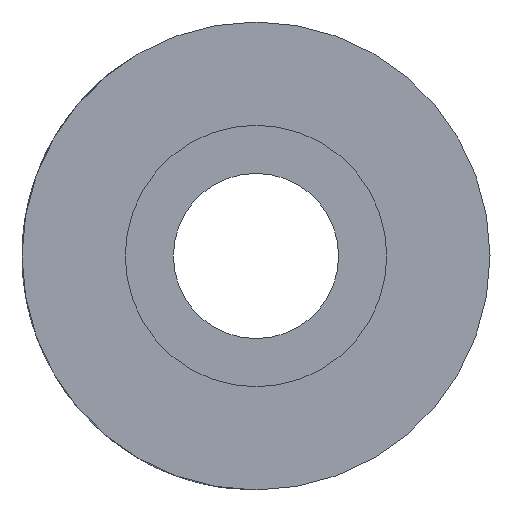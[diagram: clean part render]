
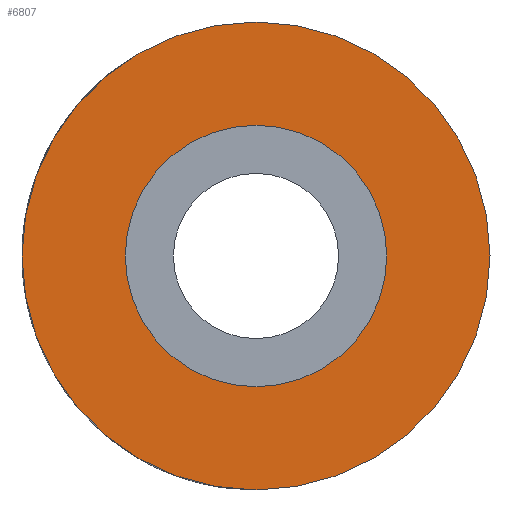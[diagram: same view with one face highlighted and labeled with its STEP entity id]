
A CAD part, left-side view. The second image highlights one B-rep face of the part: STEP entity #6807.
In plain terms, the highlighted planar face has unit normal (-1, 0, 0).
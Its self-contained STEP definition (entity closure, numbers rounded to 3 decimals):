
#85 = ORIENTED_EDGE ( 'NONE', *, *, #6007, .T. ) ;
#772 = CARTESIAN_POINT ( 'NONE',  ( 0., 0., 0. ) ) ;
#836 = EDGE_CURVE ( 'NONE', #6867, #3485, #5526, .T. ) ;
#877 = CARTESIAN_POINT ( 'NONE',  ( 0., 0., 4.75 ) ) ;
#1000 = AXIS2_PLACEMENT_3D ( 'NONE', #1404, #1911, #2545 ) ;
#1012 = VERTEX_POINT ( 'NONE', #6899 ) ;
#1404 = CARTESIAN_POINT ( 'NONE',  ( 0., 0., 0. ) ) ;
#1785 = CARTESIAN_POINT ( 'NONE',  ( 0., 0., 0. ) ) ;
#1801 = AXIS2_PLACEMENT_3D ( 'NONE', #1785, #8031, #2419 ) ;
#1911 = DIRECTION ( 'NONE',  ( 1., 0., 0. ) ) ;
#1925 = DIRECTION ( 'NONE',  ( -1., 0., 0. ) ) ;
#1944 = EDGE_LOOP ( 'NONE', ( #85, #6592 ) ) ;
#2419 = DIRECTION ( 'NONE',  ( 0., 0., 1. ) ) ;
#2467 = AXIS2_PLACEMENT_3D ( 'NONE', #3780, #1925, #3691 ) ;
#2545 = DIRECTION ( 'NONE',  ( 0., 0., -1. ) ) ;
#2879 = ORIENTED_EDGE ( 'NONE', *, *, #7948, .F. ) ;
#3336 = DIRECTION ( 'NONE',  ( -1., 0., 0. ) ) ;
#3485 = VERTEX_POINT ( 'NONE', #877 ) ;
#3691 = DIRECTION ( 'NONE',  ( 0., 0., 1. ) ) ;
#3780 = CARTESIAN_POINT ( 'NONE',  ( 0., 0., 0. ) ) ;
#4010 = DIRECTION ( 'NONE',  ( 0., 0., 1. ) ) ;
#4152 = VERTEX_POINT ( 'NONE', #6037 ) ;
#4624 = AXIS2_PLACEMENT_3D ( 'NONE', #7396, #7279, #7995 ) ;
#4638 = CARTESIAN_POINT ( 'NONE',  ( 0., 0., -4.75 ) ) ;
#4751 = CIRCLE ( 'NONE', #5822, 8.5 ) ;
#5085 = EDGE_CURVE ( 'NONE', #4152, #1012, #5960, .T. ) ;
#5526 = CIRCLE ( 'NONE', #2467, 4.75 ) ;
#5812 = FACE_BOUND ( 'NONE', #7788, .T. ) ;
#5822 = AXIS2_PLACEMENT_3D ( 'NONE', #772, #3336, #4010 ) ;
#5960 = CIRCLE ( 'NONE', #1801, 8.5 ) ;
#6007 = EDGE_CURVE ( 'NONE', #1012, #4152, #4751, .T. ) ;
#6037 = CARTESIAN_POINT ( 'NONE',  ( 0., 0., -8.5 ) ) ;
#6592 = ORIENTED_EDGE ( 'NONE', *, *, #5085, .T. ) ;
#6807 = ADVANCED_FACE ( 'NONE', ( #5812, #7735 ), #7096, .F. ) ;
#6867 = VERTEX_POINT ( 'NONE', #4638 ) ;
#6899 = CARTESIAN_POINT ( 'NONE',  ( 0., 0., 8.5 ) ) ;
#7096 = PLANE ( 'NONE',  #1000 ) ;
#7279 = DIRECTION ( 'NONE',  ( -1., 0., 0. ) ) ;
#7396 = CARTESIAN_POINT ( 'NONE',  ( 0., 0., 0. ) ) ;
#7589 = ORIENTED_EDGE ( 'NONE', *, *, #836, .F. ) ;
#7735 = FACE_OUTER_BOUND ( 'NONE', #1944, .T. ) ;
#7788 = EDGE_LOOP ( 'NONE', ( #2879, #7589 ) ) ;
#7948 = EDGE_CURVE ( 'NONE', #3485, #6867, #8242, .T. ) ;
#7995 = DIRECTION ( 'NONE',  ( 0., 0., 1. ) ) ;
#8031 = DIRECTION ( 'NONE',  ( -1., 0., 0. ) ) ;
#8242 = CIRCLE ( 'NONE', #4624, 4.75 ) ;
